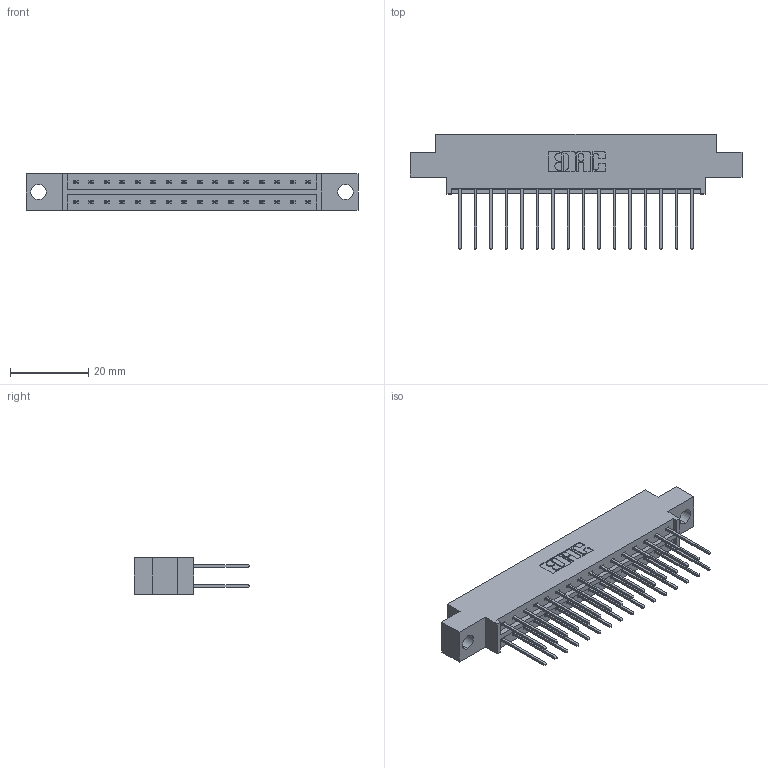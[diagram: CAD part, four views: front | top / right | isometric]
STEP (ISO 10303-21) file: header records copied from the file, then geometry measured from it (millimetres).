
FILE_DESCRIPTION (( 'STEP AP203' ), '1' );
FILE_NAME ('333-032-540-804.STEP', '2018-08-02T20:11:35', ( '' ), ( '' ), 'SwSTEP 2.0', 'SolidWorks 2016', '' );
FILE_SCHEMA (( 'CONFIG_CONTROL_DESIGN' ));
Length unit declared in the file: inch
Products named in the file (3): 333 Part_Offset - .156 Dia - TH; 345-292-001_345-293-140; 333-032-540-804
Assembly tree (33 placements, depth 2):
  333-032-540-804
    333 Part_Offset - .156 Dia - TH
    345-292-001_345-293-140  x32
Bounding box: 84.94 x 29.47 x 9.4 mm (x, y, z)
Volume: 8234.2 mm3; surface area: 10071.2 mm2
Topology: 33 solids, 33 shells, 1782 faces, 5283 edges, 3478 vertices
Faces by surface type: plane 1226, cylinder 556
Entity records: 13809 total; most frequent: CARTESIAN_POINT 2322, ORIENTED_EDGE 2258, DIRECTION 2029, EDGE_CURVE 1129, VECTOR 1001, LINE 1001, VERTEX_POINT 750, AXIS2_PLACEMENT_3D 514
